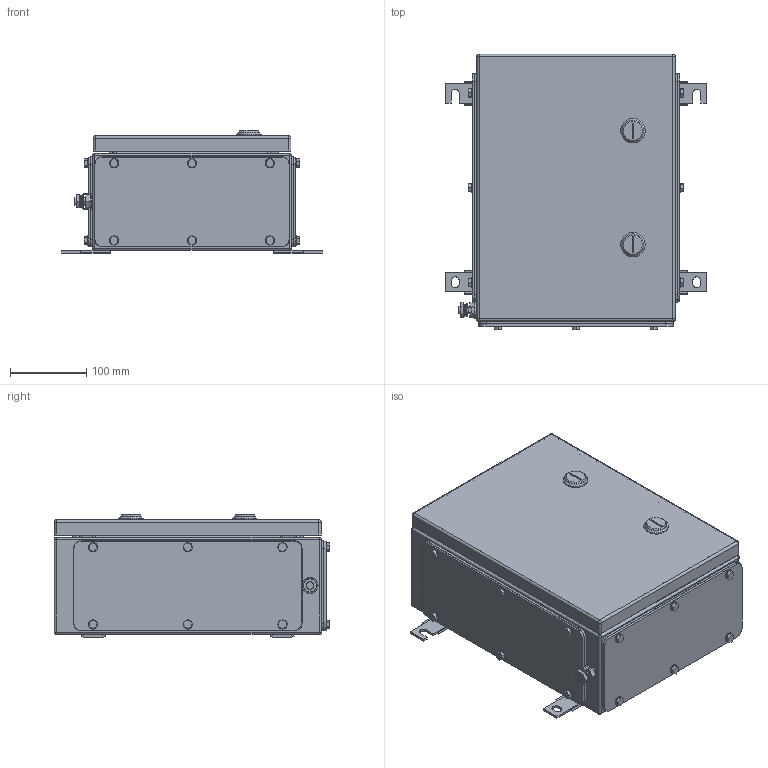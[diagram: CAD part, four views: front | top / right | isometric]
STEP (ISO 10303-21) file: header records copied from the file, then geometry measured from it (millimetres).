
FILE_DESCRIPTION(('CATIA V5 STEP Exchange','CAx-IF Rec.Pracs.--- Model Styling and Organization---1.4--- 2014-01-23'),'2;1');
FILE_NAME ('008787-7_5_1200140000_1200140000.stp','2022-09-28T13:21:36+00:00',('none'),('Weidmueller'),'CATIA Version 5-6 Release 2016 SP3 HF44','CATIA V5 STEP AP214','none');
FILE_SCHEMA(('AUTOMOTIVE_DESIGN { 1 0 10303 214 1 1 1 1 }'));
Length unit declared in the file: millimetre
Products named in the file (1): 1200140000
Bounding box: 341 x 361 x 159.8 mm (x, y, z)
Volume: 1042414.1 mm3; surface area: 1066878.7 mm2
Topology: 85 solids, 87 shells, 1739 faces, 4012 edges, 2514 vertices
Faces by surface type: plane 771, cylinder 742, cone 172, sphere 24, torus 22, bspline 8
Entity records: 46942 total; most frequent: CARTESIAN_POINT 9797, ORIENTED_EDGE 7880, DIRECTION 6279, EDGE_CURVE 3940, AXIS2_PLACEMENT_3D 2755, VERTEX_POINT 2514, VECTOR 2220, LINE 2220
